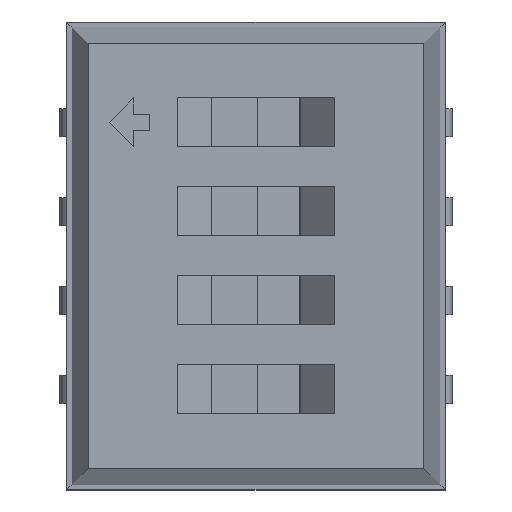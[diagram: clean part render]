
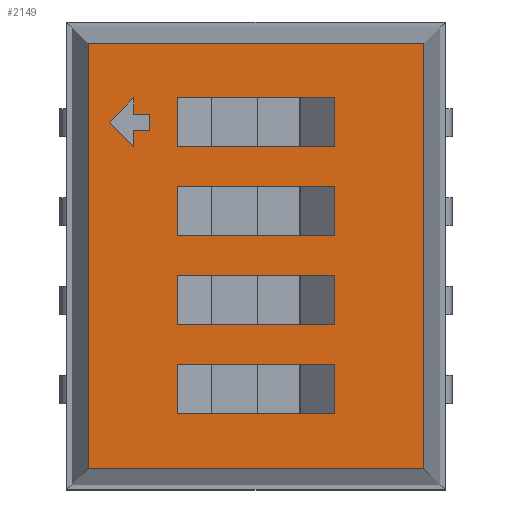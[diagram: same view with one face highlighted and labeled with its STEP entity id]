
A CAD part, top view. The second image highlights one B-rep face of the part: STEP entity #2149.
In plain terms, the highlighted planar face has unit normal (0, 0, 1).
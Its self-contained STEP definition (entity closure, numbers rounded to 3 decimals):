
#27=VECTOR('',#28,1.);
#28=DIRECTION('',(1.,0.,0.));
#51=VECTOR('',#52,1.);
#52=DIRECTION('',(0.,1.,0.));
#60=VECTOR('',#61,1.);
#61=DIRECTION('',(0.,-1.,0.));
#150=VECTOR('',#151,1.);
#151=DIRECTION('',(-1.,0.,0.));
#240=DIRECTION('',(0.,0.,-1.));
#2099=VERTEX_POINT('',#2100);
#2100=CARTESIAN_POINT('',(2.397,-3.037,2.4));
#2102=ORIENTED_EDGE('',*,*,#2103,.F.);
#2103=EDGE_CURVE('',#2104,#2099,#2106,.T.);
#2104=VERTEX_POINT('',#2105);
#2105=CARTESIAN_POINT('',(-2.397,-3.037,2.4));
#2106=LINE('',#2105,#27);
#2141=VERTEX_POINT('',#2142);
#2142=CARTESIAN_POINT('',(2.397,3.037,2.4));
#2144=ORIENTED_EDGE('',*,*,#2145,.F.);
#2145=EDGE_CURVE('',#2099,#2141,#2146,.T.);
#2146=LINE('',#2100,#51);
#2149=ADVANCED_FACE('',(#2150,#2160,#2182,#2204,#2245,#2267),#2289,.F.);
#2150=FACE_BOUND('',#2151,.F.);
#2151=EDGE_LOOP('',(#2144,#2102,#2152,#2157));
#2152=ORIENTED_EDGE('',*,*,#2153,.F.);
#2153=EDGE_CURVE('',#2154,#2104,#2156,.T.);
#2154=VERTEX_POINT('',#2155);
#2155=CARTESIAN_POINT('',(-2.397,3.037,2.4));
#2156=LINE('',#2155,#60);
#2157=ORIENTED_EDGE('',*,*,#2158,.F.);
#2158=EDGE_CURVE('',#2141,#2154,#2159,.T.);
#2159=LINE('',#2142,#150);
#2160=FACE_BOUND('',#2161,.F.);
#2161=EDGE_LOOP('',(#2162,#2169,#2174,#2179));
#2162=ORIENTED_EDGE('',*,*,#2163,.T.);
#2163=EDGE_CURVE('',#2164,#2166,#2168,.T.);
#2164=VERTEX_POINT('',#2165);
#2165=CARTESIAN_POINT('',(-1.125,-0.985,2.4));
#2166=VERTEX_POINT('',#2167);
#2167=CARTESIAN_POINT('',(1.125,-0.985,2.4));
#2168=LINE('',#2165,#27);
#2169=ORIENTED_EDGE('',*,*,#2170,.T.);
#2170=EDGE_CURVE('',#2166,#2171,#2173,.T.);
#2171=VERTEX_POINT('',#2172);
#2172=CARTESIAN_POINT('',(1.125,-0.285,2.4));
#2173=LINE('',#2167,#51);
#2174=ORIENTED_EDGE('',*,*,#2175,.T.);
#2175=EDGE_CURVE('',#2171,#2176,#2178,.T.);
#2176=VERTEX_POINT('',#2177);
#2177=CARTESIAN_POINT('',(-1.125,-0.285,2.4));
#2178=LINE('',#2172,#150);
#2179=ORIENTED_EDGE('',*,*,#2180,.T.);
#2180=EDGE_CURVE('',#2176,#2164,#2181,.T.);
#2181=LINE('',#2177,#60);
#2182=FACE_BOUND('',#2183,.F.);
#2183=EDGE_LOOP('',(#2184,#2191,#2196,#2201));
#2184=ORIENTED_EDGE('',*,*,#2185,.T.);
#2185=EDGE_CURVE('',#2186,#2188,#2190,.T.);
#2186=VERTEX_POINT('',#2187);
#2187=CARTESIAN_POINT('',(-1.125,-2.255,2.4));
#2188=VERTEX_POINT('',#2189);
#2189=CARTESIAN_POINT('',(1.125,-2.255,2.4));
#2190=LINE('',#2187,#27);
#2191=ORIENTED_EDGE('',*,*,#2192,.T.);
#2192=EDGE_CURVE('',#2188,#2193,#2195,.T.);
#2193=VERTEX_POINT('',#2194);
#2194=CARTESIAN_POINT('',(1.125,-1.555,2.4));
#2195=LINE('',#2189,#51);
#2196=ORIENTED_EDGE('',*,*,#2197,.T.);
#2197=EDGE_CURVE('',#2193,#2198,#2200,.T.);
#2198=VERTEX_POINT('',#2199);
#2199=CARTESIAN_POINT('',(-1.125,-1.555,2.4));
#2200=LINE('',#2194,#150);
#2201=ORIENTED_EDGE('',*,*,#2202,.T.);
#2202=EDGE_CURVE('',#2198,#2186,#2203,.T.);
#2203=LINE('',#2199,#60);
#2204=FACE_BOUND('',#2205,.F.);
#2205=EDGE_LOOP('',(#2206,#2213,#2218,#2223,#2230,#2237,#2242));
#2206=ORIENTED_EDGE('',*,*,#2207,.T.);
#2207=EDGE_CURVE('',#2208,#2210,#2212,.T.);
#2208=VERTEX_POINT('',#2209);
#2209=CARTESIAN_POINT('',(-1.513,1.788,2.4));
#2210=VERTEX_POINT('',#2211);
#2211=CARTESIAN_POINT('',(-1.513,2.022,2.4));
#2212=LINE('',#2209,#51);
#2213=ORIENTED_EDGE('',*,*,#2214,.T.);
#2214=EDGE_CURVE('',#2210,#2215,#2217,.T.);
#2215=VERTEX_POINT('',#2216);
#2216=CARTESIAN_POINT('',(-1.747,2.022,2.4));
#2217=LINE('',#2211,#150);
#2218=ORIENTED_EDGE('',*,*,#2219,.T.);
#2219=EDGE_CURVE('',#2215,#2220,#2222,.T.);
#2220=VERTEX_POINT('',#2221);
#2221=CARTESIAN_POINT('',(-1.747,2.255,2.4));
#2222=LINE('',#2216,#51);
#2223=ORIENTED_EDGE('',*,*,#2224,.T.);
#2224=EDGE_CURVE('',#2220,#2225,#2227,.T.);
#2225=VERTEX_POINT('',#2226);
#2226=CARTESIAN_POINT('',(-2.097,1.905,2.4));
#2227=LINE('',#2221,#2228);
#2228=VECTOR('',#2229,1.);
#2229=DIRECTION('',(-0.707,-0.707,0.));
#2230=ORIENTED_EDGE('',*,*,#2231,.T.);
#2231=EDGE_CURVE('',#2225,#2232,#2234,.T.);
#2232=VERTEX_POINT('',#2233);
#2233=CARTESIAN_POINT('',(-1.747,1.555,2.4));
#2234=LINE('',#2226,#2235);
#2235=VECTOR('',#2236,1.);
#2236=DIRECTION('',(0.707,-0.707,0.));
#2237=ORIENTED_EDGE('',*,*,#2238,.T.);
#2238=EDGE_CURVE('',#2232,#2239,#2241,.T.);
#2239=VERTEX_POINT('',#2240);
#2240=CARTESIAN_POINT('',(-1.747,1.788,2.4));
#2241=LINE('',#2233,#51);
#2242=ORIENTED_EDGE('',*,*,#2243,.T.);
#2243=EDGE_CURVE('',#2239,#2208,#2244,.T.);
#2244=LINE('',#2240,#27);
#2245=FACE_BOUND('',#2246,.F.);
#2246=EDGE_LOOP('',(#2247,#2254,#2259,#2264));
#2247=ORIENTED_EDGE('',*,*,#2248,.T.);
#2248=EDGE_CURVE('',#2249,#2251,#2253,.T.);
#2249=VERTEX_POINT('',#2250);
#2250=CARTESIAN_POINT('',(-1.125,1.555,2.4));
#2251=VERTEX_POINT('',#2252);
#2252=CARTESIAN_POINT('',(1.125,1.555,2.4));
#2253=LINE('',#2250,#27);
#2254=ORIENTED_EDGE('',*,*,#2255,.T.);
#2255=EDGE_CURVE('',#2251,#2256,#2258,.T.);
#2256=VERTEX_POINT('',#2257);
#2257=CARTESIAN_POINT('',(1.125,2.255,2.4));
#2258=LINE('',#2252,#51);
#2259=ORIENTED_EDGE('',*,*,#2260,.T.);
#2260=EDGE_CURVE('',#2256,#2261,#2263,.T.);
#2261=VERTEX_POINT('',#2262);
#2262=CARTESIAN_POINT('',(-1.125,2.255,2.4));
#2263=LINE('',#2257,#150);
#2264=ORIENTED_EDGE('',*,*,#2265,.T.);
#2265=EDGE_CURVE('',#2261,#2249,#2266,.T.);
#2266=LINE('',#2262,#60);
#2267=FACE_BOUND('',#2268,.F.);
#2268=EDGE_LOOP('',(#2269,#2276,#2281,#2286));
#2269=ORIENTED_EDGE('',*,*,#2270,.T.);
#2270=EDGE_CURVE('',#2271,#2273,#2275,.T.);
#2271=VERTEX_POINT('',#2272);
#2272=CARTESIAN_POINT('',(-1.125,0.285,2.4));
#2273=VERTEX_POINT('',#2274);
#2274=CARTESIAN_POINT('',(1.125,0.285,2.4));
#2275=LINE('',#2272,#27);
#2276=ORIENTED_EDGE('',*,*,#2277,.T.);
#2277=EDGE_CURVE('',#2273,#2278,#2280,.T.);
#2278=VERTEX_POINT('',#2279);
#2279=CARTESIAN_POINT('',(1.125,0.985,2.4));
#2280=LINE('',#2274,#51);
#2281=ORIENTED_EDGE('',*,*,#2282,.T.);
#2282=EDGE_CURVE('',#2278,#2283,#2285,.T.);
#2283=VERTEX_POINT('',#2284);
#2284=CARTESIAN_POINT('',(-1.125,0.985,2.4));
#2285=LINE('',#2279,#150);
#2286=ORIENTED_EDGE('',*,*,#2287,.T.);
#2287=EDGE_CURVE('',#2283,#2271,#2288,.T.);
#2288=LINE('',#2284,#60);
#2289=PLANE('',#2290);
#2290=AXIS2_PLACEMENT_3D('',#2100,#240,#2291);
#2291=DIRECTION('',(-0.62,0.785,0.));
